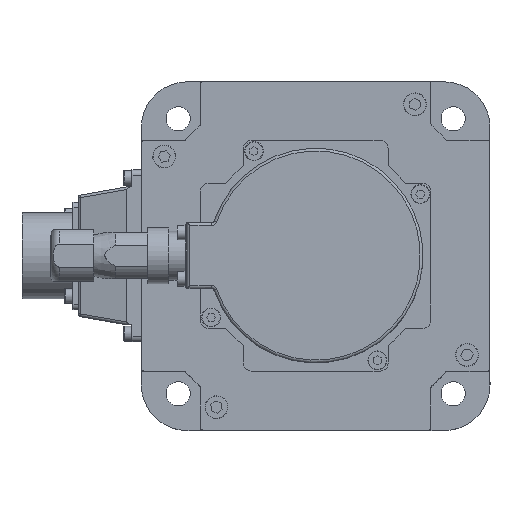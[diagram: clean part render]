
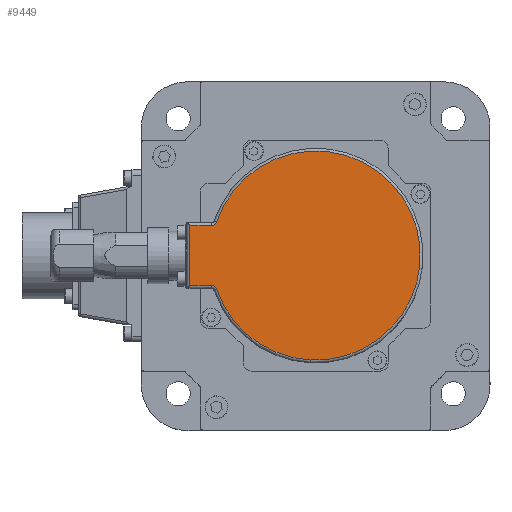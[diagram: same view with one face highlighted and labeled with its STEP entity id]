
A CAD part, top view. The second image highlights one B-rep face of the part: STEP entity #9449.
In plain terms, the highlighted planar face has unit normal (0, 0, 1).
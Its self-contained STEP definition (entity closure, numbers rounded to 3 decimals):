
#664 = ORIENTED_EDGE ( 'NONE', *, *, #16639, .T. ) ;
#1216 = PLANE ( 'NONE',  #17405 ) ;
#1545 = LINE ( 'NONE', #6398, #8972 ) ;
#2259 = CIRCLE ( 'NONE', #13465, 2. ) ;
#2944 = EDGE_LOOP ( 'NONE', ( #4173, #664, #11785, #5141, #12459, #7666 ) ) ;
#3029 = EDGE_CURVE ( 'NONE', #13194, #12995, #3676, .T. ) ;
#3043 = CARTESIAN_POINT ( 'NONE',  ( -38.8, -11.25, 92.5 ) ) ;
#3156 = CIRCLE ( 'NONE', #7172, 2. ) ;
#3548 = EDGE_CURVE ( 'NONE', #12995, #12998, #2259, .T. ) ;
#3676 = LINE ( 'NONE', #16803, #18264 ) ;
#4173 = ORIENTED_EDGE ( 'NONE', *, *, #6515, .T. ) ;
#4209 = CARTESIAN_POINT ( 'NONE',  ( 0., 0., 92.5 ) ) ;
#4526 = CARTESIAN_POINT ( 'NONE',  ( -36.907, 12.604, 92.5 ) ) ;
#4549 = DIRECTION ( 'NONE',  ( 0., 1., 0. ) ) ;
#4554 = DIRECTION ( 'NONE',  ( 0., 0., 1. ) ) ;
#4565 = DIRECTION ( 'NONE',  ( 0., 0., -1. ) ) ;
#4589 = CARTESIAN_POINT ( 'NONE',  ( -38.8, -13.25, 92.5 ) ) ;
#4665 = FACE_OUTER_BOUND ( 'NONE', #2944, .T. ) ;
#5141 = ORIENTED_EDGE ( 'NONE', *, *, #3548, .T. ) ;
#5327 = DIRECTION ( 'NONE',  ( -1., 0., 0. ) ) ;
#5498 = CARTESIAN_POINT ( 'NONE',  ( -48., 11.25, 92.5 ) ) ;
#5679 = DIRECTION ( 'NONE',  ( 0., 1., 0. ) ) ;
#6167 = CARTESIAN_POINT ( 'NONE',  ( -38.8, 13.25, 92.5 ) ) ;
#6315 = LINE ( 'NONE', #5498, #9798 ) ;
#6398 = CARTESIAN_POINT ( 'NONE',  ( -47., -12.25, 92.5 ) ) ;
#6515 = EDGE_CURVE ( 'NONE', #14568, #14570, #6315, .T. ) ;
#7172 = AXIS2_PLACEMENT_3D ( 'NONE', #6167, #16410, #7674 ) ;
#7510 = CARTESIAN_POINT ( 'NONE',  ( -36.907, -12.604, 92.5 ) ) ;
#7666 = ORIENTED_EDGE ( 'NONE', *, *, #17166, .T. ) ;
#7674 = DIRECTION ( 'NONE',  ( 0., 1., 0. ) ) ;
#8972 = VECTOR ( 'NONE', #12281, 1000. ) ;
#9449 = ADVANCED_FACE ( 'NONE', ( #4665 ), #1216, .T. ) ;
#9798 = VECTOR ( 'NONE', #5327, 1000. ) ;
#11242 = CARTESIAN_POINT ( 'NONE',  ( -38.8, 11.25, 92.5 ) ) ;
#11785 = ORIENTED_EDGE ( 'NONE', *, *, #3029, .T. ) ;
#12281 = DIRECTION ( 'NONE',  ( 0., -1., 0. ) ) ;
#12459 = ORIENTED_EDGE ( 'NONE', *, *, #13585, .T. ) ;
#12979 = VERTEX_POINT ( 'NONE', #4526 ) ;
#12995 = VERTEX_POINT ( 'NONE', #3043 ) ;
#12998 = VERTEX_POINT ( 'NONE', #7510 ) ;
#13194 = VERTEX_POINT ( 'NONE', #13879 ) ;
#13414 = CARTESIAN_POINT ( 'NONE',  ( 0., 0., 92.5 ) ) ;
#13465 = AXIS2_PLACEMENT_3D ( 'NONE', #4589, #4565, #4549 ) ;
#13585 = EDGE_CURVE ( 'NONE', #12998, #12979, #13764, .T. ) ;
#13764 = CIRCLE ( 'NONE', #16271, 39. ) ;
#13879 = CARTESIAN_POINT ( 'NONE',  ( -47., -11.25, 92.5 ) ) ;
#14508 = DIRECTION ( 'NONE',  ( 0., 0., 1. ) ) ;
#14568 = VERTEX_POINT ( 'NONE', #11242 ) ;
#14570 = VERTEX_POINT ( 'NONE', #16942 ) ;
#14866 = DIRECTION ( 'NONE',  ( 0., 1., 0. ) ) ;
#16271 = AXIS2_PLACEMENT_3D ( 'NONE', #13414, #4554, #14866 ) ;
#16410 = DIRECTION ( 'NONE',  ( 0., 0., -1. ) ) ;
#16639 = EDGE_CURVE ( 'NONE', #14570, #13194, #1545, .T. ) ;
#16679 = DIRECTION ( 'NONE',  ( 1., 0., 0. ) ) ;
#16803 = CARTESIAN_POINT ( 'NONE',  ( -38.8, -11.25, 92.5 ) ) ;
#16942 = CARTESIAN_POINT ( 'NONE',  ( -47., 11.25, 92.5 ) ) ;
#17166 = EDGE_CURVE ( 'NONE', #12979, #14568, #3156, .T. ) ;
#17405 = AXIS2_PLACEMENT_3D ( 'NONE', #4209, #14508, #5679 ) ;
#18264 = VECTOR ( 'NONE', #16679, 1000. ) ;
